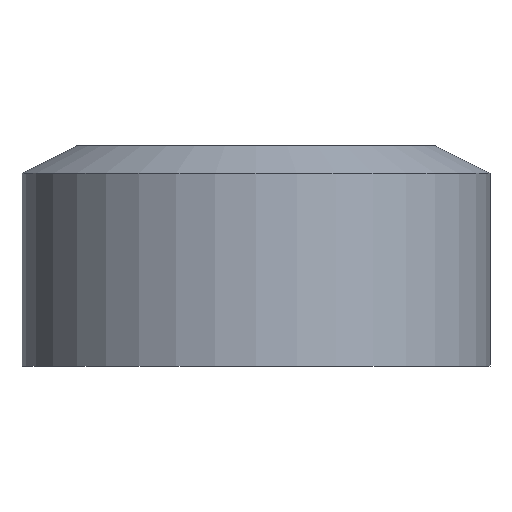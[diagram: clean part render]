
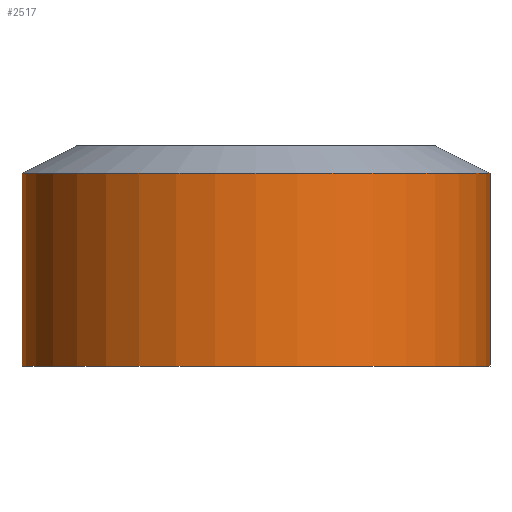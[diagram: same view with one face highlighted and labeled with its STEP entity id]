
A CAD part, left-side view. The second image highlights one B-rep face of the part: STEP entity #2517.
In plain terms, the highlighted cylindrical face has radius 10.7 mm (diameter 21.4 mm), a partial arc.
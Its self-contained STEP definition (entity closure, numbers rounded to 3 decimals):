
#190=CYLINDRICAL_SURFACE('',#2939,10.7);
#351=FACE_OUTER_BOUND('',#519,.T.);
#519=EDGE_LOOP('',(#2328,#2329,#2330,#2331));
#633=LINE('',#5194,#746);
#634=LINE('',#5195,#747);
#746=VECTOR('',#3866,10.);
#747=VECTOR('',#3867,10.);
#754=CIRCLE('',#2542,10.7);
#996=CIRCLE('',#2938,10.7);
#1002=VERTEX_POINT('',#3889);
#1003=VERTEX_POINT('',#3890);
#1214=VERTEX_POINT('',#5186);
#1216=VERTEX_POINT('',#5190);
#1224=EDGE_CURVE('',#1002,#1003,#754,.T.);
#1590=EDGE_CURVE('',#1214,#1216,#996,.T.);
#1591=EDGE_CURVE('',#1002,#1216,#633,.T.);
#1592=EDGE_CURVE('',#1003,#1214,#634,.T.);
#2328=ORIENTED_EDGE('',*,*,#1590,.T.);
#2329=ORIENTED_EDGE('',*,*,#1591,.F.);
#2330=ORIENTED_EDGE('',*,*,#1224,.T.);
#2331=ORIENTED_EDGE('',*,*,#1592,.T.);
#2517=ADVANCED_FACE('',(#351),#190,.T.);
#2542=AXIS2_PLACEMENT_3D('',#3891,#2962,#2963);
#2938=AXIS2_PLACEMENT_3D('',#5192,#3862,#3863);
#2939=AXIS2_PLACEMENT_3D('',#5193,#3864,#3865);
#2962=DIRECTION('center_axis',(0.,0.,1.));
#2963=DIRECTION('ref_axis',(0.,1.,0.));
#3862=DIRECTION('center_axis',(0.,0.,-1.));
#3863=DIRECTION('ref_axis',(0.,1.,0.));
#3864=DIRECTION('center_axis',(0.,0.,1.));
#3865=DIRECTION('ref_axis',(0.,1.,0.));
#3866=DIRECTION('',(0.,0.,1.));
#3867=DIRECTION('',(0.,0.,1.));
#3889=CARTESIAN_POINT('',(-29.3,10.7,9.9));
#3890=CARTESIAN_POINT('',(-29.3,-10.7,9.9));
#3891=CARTESIAN_POINT('Origin',(-29.3,0.,9.9));
#5186=CARTESIAN_POINT('',(-29.3,-10.7,18.71));
#5190=CARTESIAN_POINT('',(-29.3,10.7,18.71));
#5192=CARTESIAN_POINT('Origin',(-29.3,0.,18.71));
#5193=CARTESIAN_POINT('Origin',(-29.3,0.,9.9));
#5194=CARTESIAN_POINT('',(-29.3,10.7,9.9));
#5195=CARTESIAN_POINT('',(-29.3,-10.7,9.9));
